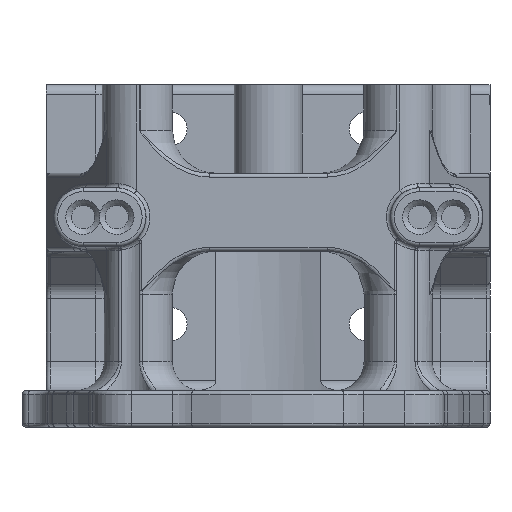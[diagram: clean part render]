
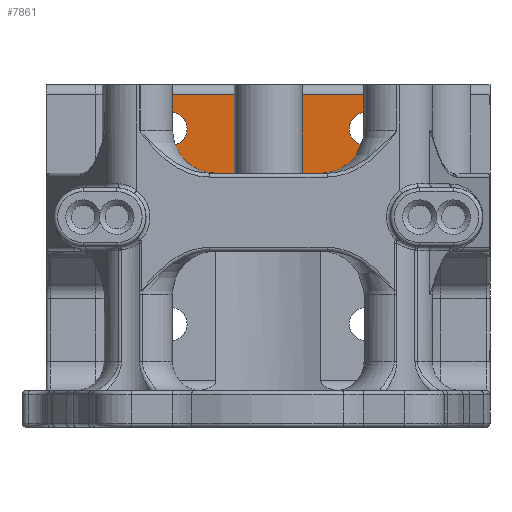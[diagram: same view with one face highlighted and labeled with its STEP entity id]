
A CAD part, front view. The second image highlights one B-rep face of the part: STEP entity #7861.
In plain terms, the highlighted planar face has unit normal (0, -1, 0).
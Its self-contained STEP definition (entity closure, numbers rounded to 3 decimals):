
#264=FACE_BOUND('',#1505,.T.);
#265=FACE_BOUND('',#1506,.T.);
#356=PLANE('',#8837);
#966=FACE_OUTER_BOUND('',#1504,.T.);
#1504=EDGE_LOOP('',(#7007,#7008,#7009,#7010,#7011,#7012,#7013,#7014));
#1505=EDGE_LOOP('',(#7015));
#1506=EDGE_LOOP('',(#7016));
#2021=CIRCLE('',#8713,1.7);
#2045=CIRCLE('',#8762,2.9);
#2072=CIRCLE('',#8824,1.7);
#2078=CIRCLE('',#8838,2.9);
#2282=LINE('',#13708,#2722);
#2497=LINE('',#16564,#2937);
#2499=LINE('',#16734,#2939);
#2540=LINE('',#16967,#2980);
#2541=LINE('',#16972,#2981);
#2542=LINE('',#16973,#2982);
#2722=VECTOR('',#9714,10.);
#2937=VECTOR('',#10907,10.);
#2939=VECTOR('',#10985,10.);
#2980=VECTOR('',#11178,10.);
#2981=VECTOR('',#11183,10.);
#2982=VECTOR('',#11184,10.);
#3336=VERTEX_POINT('',#13705);
#3337=VERTEX_POINT('',#13707);
#3625=VERTEX_POINT('',#16532);
#3630=VERTEX_POINT('',#16563);
#3632=VERTEX_POINT('',#16576);
#3636=VERTEX_POINT('',#16725);
#3675=VERTEX_POINT('',#16923);
#3681=VERTEX_POINT('',#16958);
#3682=VERTEX_POINT('',#16969);
#3683=VERTEX_POINT('',#16971);
#4152=EDGE_CURVE('',#3337,#3336,#2282,.T.);
#4702=EDGE_CURVE('',#3625,#3625,#2021,.T.);
#4711=EDGE_CURVE('',#3630,#3337,#2497,.T.);
#4737=EDGE_CURVE('',#3636,#3632,#2499,.T.);
#4738=EDGE_CURVE('',#3636,#3630,#2045,.T.);
#4804=EDGE_CURVE('',#3675,#3675,#2072,.F.);
#4817=EDGE_CURVE('',#3681,#3336,#2540,.T.);
#4818=EDGE_CURVE('',#3682,#3681,#2078,.T.);
#4819=EDGE_CURVE('',#3682,#3683,#2541,.T.);
#4820=EDGE_CURVE('',#3632,#3683,#2542,.T.);
#7007=ORIENTED_EDGE('',*,*,#4152,.T.);
#7008=ORIENTED_EDGE('',*,*,#4817,.F.);
#7009=ORIENTED_EDGE('',*,*,#4818,.F.);
#7010=ORIENTED_EDGE('',*,*,#4819,.T.);
#7011=ORIENTED_EDGE('',*,*,#4820,.F.);
#7012=ORIENTED_EDGE('',*,*,#4737,.F.);
#7013=ORIENTED_EDGE('',*,*,#4738,.T.);
#7014=ORIENTED_EDGE('',*,*,#4711,.T.);
#7015=ORIENTED_EDGE('',*,*,#4702,.T.);
#7016=ORIENTED_EDGE('',*,*,#4804,.F.);
#7861=ADVANCED_FACE('',(#966,#264,#265),#356,.T.);
#8713=AXIS2_PLACEMENT_3D('',#16534,#10883,#10884);
#8762=AXIS2_PLACEMENT_3D('',#16736,#10988,#10989);
#8824=AXIS2_PLACEMENT_3D('',#16924,#11147,#11148);
#8837=AXIS2_PLACEMENT_3D('',#16968,#11179,#11180);
#8838=AXIS2_PLACEMENT_3D('',#16970,#11181,#11182);
#9714=DIRECTION('',(1.,0.,0.));
#10883=DIRECTION('center_axis',(0.,1.,0.));
#10884=DIRECTION('ref_axis',(1.,0.,0.));
#10907=DIRECTION('',(0.,0.,-1.));
#10985=DIRECTION('',(0.,0.,1.));
#10988=DIRECTION('center_axis',(0.,-1.,0.));
#10989=DIRECTION('ref_axis',(1.,0.,0.));
#11147=DIRECTION('center_axis',(0.,1.,0.));
#11148=DIRECTION('ref_axis',(-1.,0.,0.));
#11178=DIRECTION('',(0.,0.,-1.));
#11179=DIRECTION('center_axis',(0.,-1.,0.));
#11180=DIRECTION('ref_axis',(1.,0.,0.));
#11181=DIRECTION('center_axis',(0.,1.,0.));
#11182=DIRECTION('ref_axis',(-1.,0.,0.));
#11183=DIRECTION('',(0.,0.,1.));
#11184=DIRECTION('',(1.,0.,0.));
#13705=CARTESIAN_POINT('',(56.544,125.672,79.117));
#13707=CARTESIAN_POINT('',(33.066,125.672,79.117));
#13708=CARTESIAN_POINT('',(52.602,125.672,79.117));
#16532=CARTESIAN_POINT('',(33.105,125.672,83.651));
#16534=CARTESIAN_POINT('Origin',(34.805,125.672,83.651));
#16563=CARTESIAN_POINT('',(33.066,125.672,81.331));
#16564=CARTESIAN_POINT('',(33.066,125.672,60.151));
#16576=CARTESIAN_POINT('',(33.066,125.672,87.151));
#16725=CARTESIAN_POINT('',(33.066,125.672,85.972));
#16734=CARTESIAN_POINT('',(33.066,125.672,87.151));
#16736=CARTESIAN_POINT('Origin',(34.805,125.672,83.651));
#16923=CARTESIAN_POINT('',(56.505,125.672,83.651));
#16924=CARTESIAN_POINT('Origin',(54.805,125.672,83.651));
#16958=CARTESIAN_POINT('',(56.544,125.672,81.331));
#16967=CARTESIAN_POINT('',(56.544,125.672,60.151));
#16968=CARTESIAN_POINT('Origin',(44.805,125.672,73.651));
#16969=CARTESIAN_POINT('',(56.544,125.672,85.972));
#16970=CARTESIAN_POINT('Origin',(54.805,125.672,83.651));
#16971=CARTESIAN_POINT('',(56.544,125.672,87.151));
#16972=CARTESIAN_POINT('',(56.544,125.672,87.151));
#16973=CARTESIAN_POINT('',(56.155,125.672,87.151));
